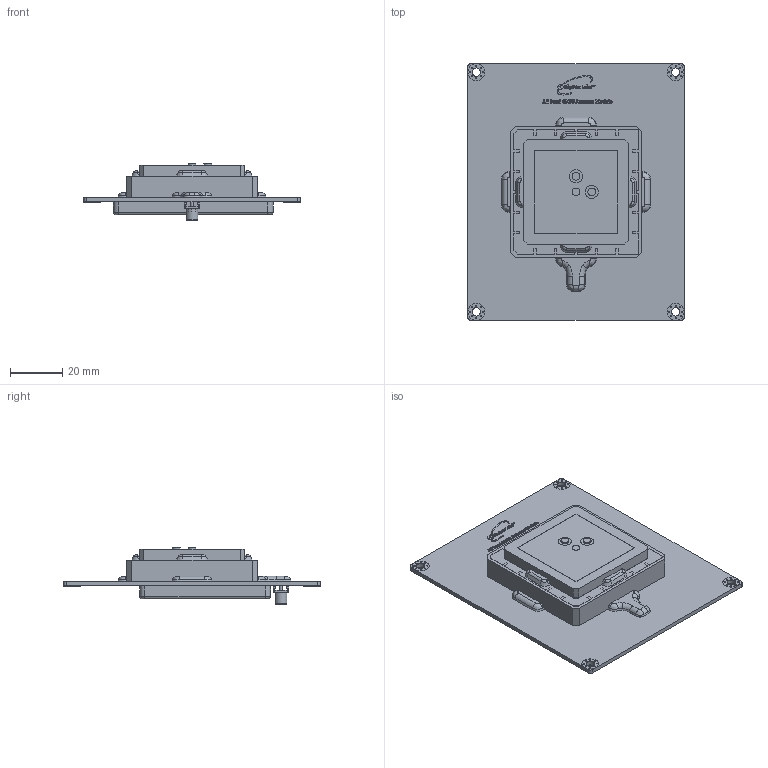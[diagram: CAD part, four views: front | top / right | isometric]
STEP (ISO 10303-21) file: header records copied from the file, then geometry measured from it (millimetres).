
FILE_DESCRIPTION (( '' ), '' );
FILE_NAME ('', '', ( '' ), ( '' ), '', '', '' );
FILE_SCHEMA (('CONFIG_CONTROL_DESIGN'));
Length unit declared in the file: millimetre
Products named in the file (9): piPATCH-Allband; PCB; CU; logo; shield; GPDF5012.A; MCX_36-001T; glue1; glue2
Assembly tree (8 placements, depth 2):
  piPATCH-Allband
    PCB
    CU
    logo
    shield
    GPDF5012.A
    MCX_36-001T
    glue1
    glue2
Bounding box: 82.6 x 98 x 21.5 mm (x, y, z)
Volume: 56105.8 mm3; surface area: 41230.5 mm2
Topology: 71 solids, 71 shells, 1868 faces, 5160 edges, 3448 vertices
Faces by surface type: plane 1643, cylinder 164, bspline 41, cone 16, torus 4
Full cylindrical faces by diameter (mm): 0.365 x6, 0.453 x64, 0.53 x1, 0.8 x4, 1 x1, 1.05 x1, 1.125 x4, 1.25 x4, 1.97 x1, 2 x10, 2.8 x1, 2.9 x1, 3 x6, 3.2 x8, 3.43 x1, 3.7 x1, 4.5 x1, 5 x4, 6.4 x4
Entity records: 60665 total; most frequent: CARTESIAN_POINT 11814, ORIENTED_EDGE 10318, DIRECTION 9218, EDGE_CURVE 5159, LINE 4638, VECTOR 4638, VERTEX_POINT 3448, AXIS2_PLACEMENT_3D 2290
